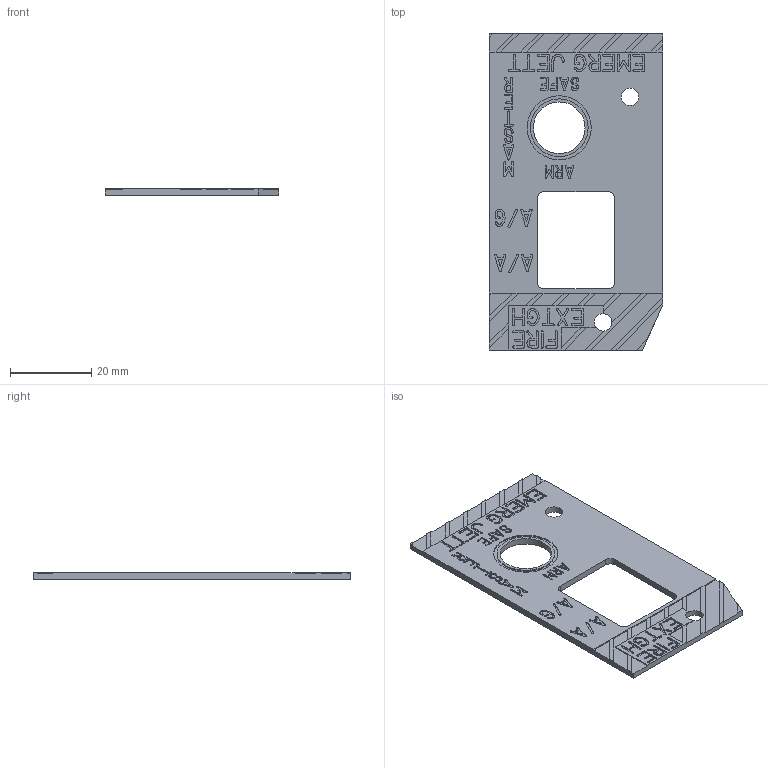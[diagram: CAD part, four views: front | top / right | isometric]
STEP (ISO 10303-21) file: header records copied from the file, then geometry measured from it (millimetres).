
FILE_DESCRIPTION(/* description */ (''),/* implementation_level */ '2;1');
FILE_NAME(/* name */ '2_Upper Instrument Panel/DLP/OH1A2A-10 - Master Arm Legend Plate.step',/* time_stamp */ '2020-01-02T12:55:03+01:00',/* author */ (''),/* organization */ (''),/* preprocessor_version */ 'ST-DEVELOPER v18',/* originating_system */ 'Autodesk Translation Framework v8.12.0.6',/* authorisation */ '');
FILE_SCHEMA (('AUTOMOTIVE_DESIGN { 1 0 10303 214 3 1 1 }'));
Length unit declared in the file: millimetre
Products named in the file (1): MASTER ARM LEGEND PLATE
Bounding box: 42.55 x 77.79 x 1.59 mm (x, y, z)
Volume: 4089.8 mm3; surface area: 6212.1 mm2
Topology: 1 solids, 1 shells, 845 faces, 2352 edges, 1557 vertices
Faces by surface type: plane 427, bspline 409, cylinder 9
Full cylindrical faces by diameter (mm): 4.305 x2, 12.7 x1, 14.224 x1, 15.748 x1
Entity records: 43939 total; most frequent: CARTESIAN_POINT 25030, ORIENTED_EDGE 4704, DIRECTION 2437, EDGE_CURVE 2352, VERTEX_POINT 1557, LINE 1505, VECTOR 1505, EDGE_LOOP 901
